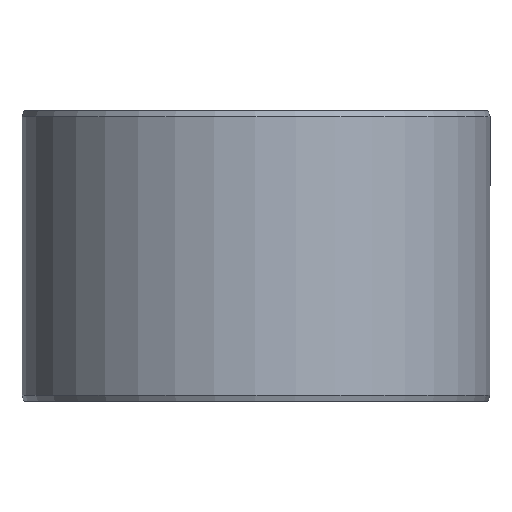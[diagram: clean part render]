
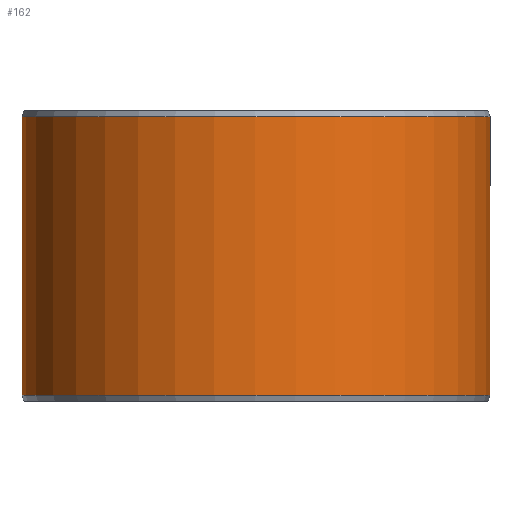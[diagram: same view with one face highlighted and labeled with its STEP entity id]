
A CAD part, front view. The second image highlights one B-rep face of the part: STEP entity #162.
In plain terms, the highlighted cylindrical face has radius 72.5 mm (diameter 145 mm), a partial arc.
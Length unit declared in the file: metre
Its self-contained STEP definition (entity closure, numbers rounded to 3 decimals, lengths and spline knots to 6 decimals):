
#162=ADVANCED_FACE('',(#185,#186),#187,.T.);
#185=FACE_OUTER_BOUND('',#211,.T.);
#186=FACE_BOUND('',#212,.T.);
#187=CYLINDRICAL_SURFACE('',#213,0.0725);
#211=EDGE_LOOP('',(#289,#290,#291,#292));
#212=EDGE_LOOP('',(#293));
#213=AXIS2_PLACEMENT_3D('',#294,#295,#296);
#289=ORIENTED_EDGE('',*,*,#314,.T.);
#290=ORIENTED_EDGE('',*,*,#323,.F.);
#291=ORIENTED_EDGE('',*,*,#309,.F.);
#292=ORIENTED_EDGE('',*,*,#324,.T.);
#293=ORIENTED_EDGE('',*,*,#327,.T.);
#294=CARTESIAN_POINT('',(0.,0.,0.0));
#295=DIRECTION('',(0.,0.0,-1.0));
#296=DIRECTION('',(-1.0,0.0,0.));
#309=EDGE_CURVE('',#341,#342,#343,.T.);
#314=EDGE_CURVE('',#351,#349,#352,.T.);
#323=EDGE_CURVE('',#342,#349,#365,.T.);
#324=EDGE_CURVE('',#341,#351,#366,.T.);
#327=EDGE_CURVE('',#370,#370,#371,.T.);
#341=VERTEX_POINT('',#389);
#342=VERTEX_POINT('',#390);
#343=CIRCLE('',#391,0.0725);
#349=VERTEX_POINT('',#399);
#351=VERTEX_POINT('',#402);
#352=CIRCLE('',#403,0.0725);
#365=LINE('',#422,#423);
#366=LINE('',#424,#425);
#370=VERTEX_POINT('',#501);
#371=B_SPLINE_CURVE_WITH_KNOTS('',3,(#502,#503,#504,#505,#506,#507,#508,#509,#510,#511,#512,#513,#514,#515,#516,#517,#518,#519,#520,#521,#522,#523,#524,#525,#526,#527,#528,#529,#530,#531,#532,#533,#534,#535,#536,#537,#538,#539,#540,#541,#542,#543,#544,#545,#546,#547,#548,#549,#550,#551,#552,#553,#554,#555,#556,#557,#558,#559,#560,#561,#562,#563,#564,#565,#566,#567,#568,#569,#570,#571,#572,#573),.UNSPECIFIED.,.T.,.F.,(2,2,2,2,2,2,2,2,2,2,2,2,2,2,2,2,2,2,2,2,2,2,2,2,2,2,2,2,2,2,2,2,2,2,2,2,2,2),(-0.000977,0.0,0.000977,0.001466,0.001954,0.002932,0.003909,0.004886,0.005863,0.00684,0.007818,0.008795,0.009772,0.010749,0.011726,0.012704,0.013192,0.013681,0.014658,0.015635,0.016612,0.01759,0.018567,0.019544,0.020521,0.021498,0.022475,0.023453,0.02443,0.024918,0.025407,0.026384,0.027361,0.028339,0.029316,0.030293,0.03127,0.032247),.UNSPECIFIED.);
#389=CARTESIAN_POINT('',(0.001265,0.072489,0.0018));
#390=CARTESIAN_POINT('',(0.,0.0725,0.0018));
#391=AXIS2_PLACEMENT_3D('',#587,#588,#589);
#399=CARTESIAN_POINT('',(0.,0.0725,0.0882));
#402=CARTESIAN_POINT('',(0.001265,0.072489,0.0882));
#403=AXIS2_PLACEMENT_3D('',#596,#597,#598);
#422=CARTESIAN_POINT('',(0.,0.0725,0.0018));
#423=VECTOR('',#611,1.0);
#424=CARTESIAN_POINT('',(0.001265,0.072489,0.0018));
#425=VECTOR('',#612,1.0);
#501=CARTESIAN_POINT('',(0.059421,-0.041537,0.045));
#502=CARTESIAN_POINT('',(0.059421,-0.041537,0.04467));
#503=CARTESIAN_POINT('',(0.059421,-0.041537,0.04533));
#504=CARTESIAN_POINT('',(0.05944,-0.041511,0.045655));
#505=CARTESIAN_POINT('',(0.059495,-0.041432,0.046135));
#506=CARTESIAN_POINT('',(0.059517,-0.0414,0.046293));
#507=CARTESIAN_POINT('',(0.059572,-0.041321,0.046607));
#508=CARTESIAN_POINT('',(0.059604,-0.041275,0.046763));
#509=CARTESIAN_POINT('',(0.059711,-0.04112,0.047218));
#510=CARTESIAN_POINT('',(0.059798,-0.040993,0.047505));
#511=CARTESIAN_POINT('',(0.060003,-0.040693,0.048048));
#512=CARTESIAN_POINT('',(0.060122,-0.040518,0.048305));
#513=CARTESIAN_POINT('',(0.060378,-0.040134,0.048766));
#514=CARTESIAN_POINT('',(0.060518,-0.039924,0.048973));
#515=CARTESIAN_POINT('',(0.060817,-0.039467,0.049339));
#516=CARTESIAN_POINT('',(0.060975,-0.039222,0.049494));
#517=CARTESIAN_POINT('',(0.061299,-0.038715,0.049744));
#518=CARTESIAN_POINT('',(0.061466,-0.038448,0.04984));
#519=CARTESIAN_POINT('',(0.061806,-0.037899,0.049968));
#520=CARTESIAN_POINT('',(0.061975,-0.037622,0.05));
#521=CARTESIAN_POINT('',(0.062311,-0.037063,0.05));
#522=CARTESIAN_POINT('',(0.06248,-0.036778,0.049968));
#523=CARTESIAN_POINT('',(0.062803,-0.036224,0.04984));
#524=CARTESIAN_POINT('',(0.062958,-0.035953,0.049746));
#525=CARTESIAN_POINT('',(0.063256,-0.035426,0.049495));
#526=CARTESIAN_POINT('',(0.063399,-0.03517,0.049339));
#527=CARTESIAN_POINT('',(0.06366,-0.034695,0.048977));
#528=CARTESIAN_POINT('',(0.06378,-0.034473,0.04877));
#529=CARTESIAN_POINT('',(0.064001,-0.034061,0.048304));
#530=CARTESIAN_POINT('',(0.064098,-0.033877,0.048051));
#531=CARTESIAN_POINT('',(0.064225,-0.033637,0.047645));
#532=CARTESIAN_POINT('',(0.064264,-0.033562,0.047505));
#533=CARTESIAN_POINT('',(0.064336,-0.033424,0.047216));
#534=CARTESIAN_POINT('',(0.064368,-0.033361,0.047066));
#535=CARTESIAN_POINT('',(0.064455,-0.033194,0.046612));
#536=CARTESIAN_POINT('',(0.064498,-0.033109,0.0463));
#537=CARTESIAN_POINT('',(0.064557,-0.032995,0.04566));
#538=CARTESIAN_POINT('',(0.064572,-0.032966,0.045328));
#539=CARTESIAN_POINT('',(0.064572,-0.032965,0.044675));
#540=CARTESIAN_POINT('',(0.064558,-0.032994,0.044351));
#541=CARTESIAN_POINT('',(0.064499,-0.033108,0.043706));
#542=CARTESIAN_POINT('',(0.064455,-0.033193,0.04339));
#543=CARTESIAN_POINT('',(0.064341,-0.033415,0.042788));
#544=CARTESIAN_POINT('',(0.064269,-0.033552,0.042498));
#545=CARTESIAN_POINT('',(0.064099,-0.033876,0.04195));
#546=CARTESIAN_POINT('',(0.064002,-0.034059,0.041699));
#547=CARTESIAN_POINT('',(0.063784,-0.034465,0.041237));
#548=CARTESIAN_POINT('',(0.063662,-0.034692,0.041026));
#549=CARTESIAN_POINT('',(0.0634,-0.035168,0.040662));
#550=CARTESIAN_POINT('',(0.06326,-0.035419,0.040509));
#551=CARTESIAN_POINT('',(0.062962,-0.035946,0.040257));
#552=CARTESIAN_POINT('',(0.062804,-0.036221,0.040161));
#553=CARTESIAN_POINT('',(0.062482,-0.036774,0.040033));
#554=CARTESIAN_POINT('',(0.062317,-0.037053,0.04));
#555=CARTESIAN_POINT('',(0.061977,-0.037619,0.04));
#556=CARTESIAN_POINT('',(0.061807,-0.037897,0.040032));
#557=CARTESIAN_POINT('',(0.061555,-0.038305,0.040127));
#558=CARTESIAN_POINT('',(0.061471,-0.038439,0.040166));
#559=CARTESIAN_POINT('',(0.061304,-0.038705,0.040261));
#560=CARTESIAN_POINT('',(0.061221,-0.038837,0.040317));
#561=CARTESIAN_POINT('',(0.060976,-0.039221,0.040505));
#562=CARTESIAN_POINT('',(0.06082,-0.039462,0.040658));
#563=CARTESIAN_POINT('',(0.060522,-0.039917,0.04102));
#564=CARTESIAN_POINT('',(0.06038,-0.040132,0.041231));
#565=CARTESIAN_POINT('',(0.060123,-0.040516,0.041692));
#566=CARTESIAN_POINT('',(0.060007,-0.040688,0.041944));
#567=CARTESIAN_POINT('',(0.0598,-0.04099,0.042489));
#568=CARTESIAN_POINT('',(0.059712,-0.041119,0.042781));
#569=CARTESIAN_POINT('',(0.059569,-0.041325,0.043382));
#570=CARTESIAN_POINT('',(0.059514,-0.041404,0.043696));
#571=CARTESIAN_POINT('',(0.05944,-0.041511,0.044343));
#572=CARTESIAN_POINT('',(0.059421,-0.041537,0.04467));
#573=CARTESIAN_POINT('',(0.059421,-0.041537,0.04533));
#587=CARTESIAN_POINT('',(0.,0.,0.0018));
#588=DIRECTION('',(0.,0.0,-1.0));
#589=DIRECTION('',(-1.0,0.0,0.));
#596=CARTESIAN_POINT('',(0.,0.,0.0882));
#597=DIRECTION('',(0.,0.0,-1.0));
#598=DIRECTION('',(-1.0,0.0,0.));
#611=DIRECTION('',(0.,0.0,1.0));
#612=DIRECTION('',(0.,0.,1.0));
